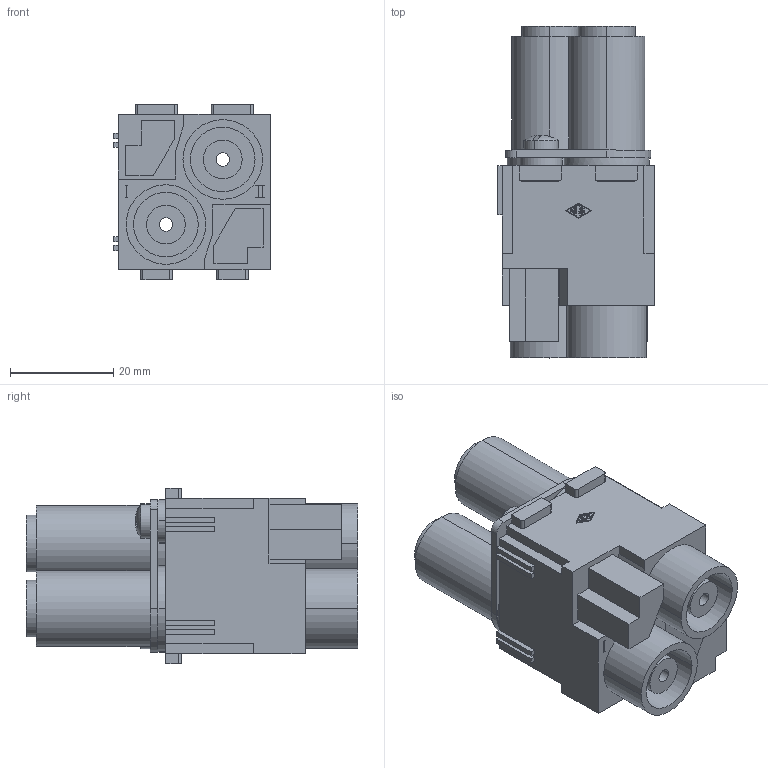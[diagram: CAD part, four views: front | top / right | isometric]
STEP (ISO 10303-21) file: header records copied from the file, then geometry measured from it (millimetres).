
FILE_DESCRIPTION(('Creo Elements/Direct Modeling STEP Export'),'2;1');
FILE_NAME('CX_02_HF.stp','2011-10-05T 9:26:03',(''),(''),'Creo Elements/Direct Modeling STEP processor for AP214 (Solid Model)','Creo Elements/Direct Modeling 17.0C 05-Feb-2011 (C) Parametric Technology GmbH','');
FILE_SCHEMA(('AUTOMOTIVE_DESIGN { 1 0 10303 214 1 1 1 1 }'));
Length unit declared in the file: millimetre
Products named in the file (2): CX_02_HF
Assembly tree (1 placements, depth 2):
  CX_02_HF
    CX_02_HF
Bounding box: 30.3 x 64.2 x 34 mm (x, y, z)
Volume: 30769.4 mm3; surface area: 15198.8 mm2
Topology: 1 solids, 3 shells, 323 faces, 872 edges, 582 vertices
Faces by surface type: plane 245, cylinder 61, extrusion 9, torus 4, cone 4
Entity records: 12810 total; most frequent: CARTESIAN_POINT 3179, ORIENTED_EDGE 1744, DIRECTION 1492, EDGE_CURVE 872, VECTOR 672, LINE 663, VERTEX_POINT 582, AXIS2_PLACEMENT_3D 410
